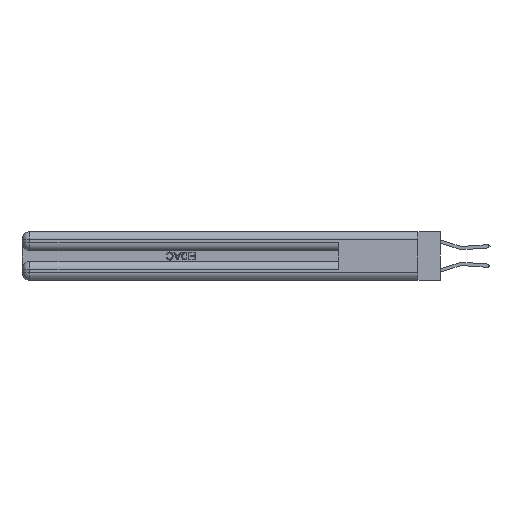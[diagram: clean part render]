
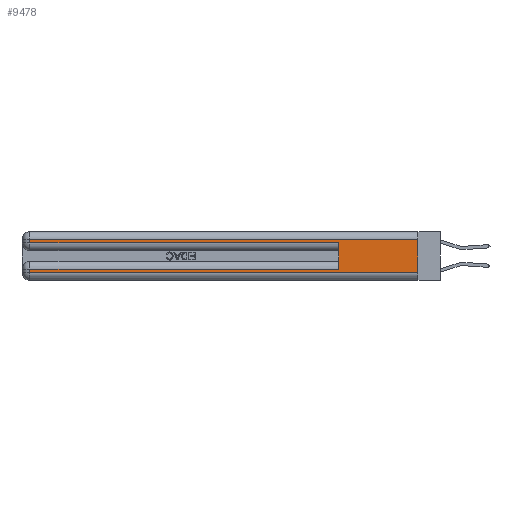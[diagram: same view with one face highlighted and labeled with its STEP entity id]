
A CAD part, left-side view. The second image highlights one B-rep face of the part: STEP entity #9478.
In plain terms, the highlighted planar face has unit normal (-1, 0, 0).
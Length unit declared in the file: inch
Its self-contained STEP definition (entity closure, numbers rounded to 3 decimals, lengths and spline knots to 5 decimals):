
#195 = CARTESIAN_POINT ( 'NONE',  ( 0., 2.94, 0.37 ) ) ;
#286 = CARTESIAN_POINT ( 'NONE',  ( 0., 2.94, 0.06 ) ) ;
#1379 = VECTOR ( 'NONE', #22282, 39.37008 ) ;
#1824 = CARTESIAN_POINT ( 'NONE',  ( 0., 0.6, 0.145 ) ) ;
#2777 = DIRECTION ( 'NONE',  ( 0., 0., -1. ) ) ;
#3733 = LINE ( 'NONE', #13456, #17241 ) ;
#4260 = CARTESIAN_POINT ( 'NONE',  ( 0., 0.6, 0.085 ) ) ;
#4556 = DIRECTION ( 'NONE',  ( 0., -1., 0. ) ) ;
#5260 = CARTESIAN_POINT ( 'NONE',  ( 0., 2.94, 0.285 ) ) ;
#5836 = LINE ( 'NONE', #10174, #32727 ) ;
#5948 = DIRECTION ( 'NONE',  ( 1., 0., 0. ) ) ;
#5962 = CARTESIAN_POINT ( 'NONE',  ( 0., 0., 0.31 ) ) ;
#6485 = CARTESIAN_POINT ( 'NONE',  ( 0., 0., 0.31 ) ) ;
#7261 = FACE_OUTER_BOUND ( 'NONE', #18971, .T. ) ;
#7489 = EDGE_CURVE ( 'NONE', #15560, #25268, #8173, .T. ) ;
#7681 = EDGE_CURVE ( 'NONE', #24752, #15823, #16887, .T. ) ;
#8118 = ORIENTED_EDGE ( 'NONE', *, *, #32270, .T. ) ;
#8173 = LINE ( 'NONE', #1824, #1379 ) ;
#8529 = DIRECTION ( 'NONE',  ( 0., 1., 0. ) ) ;
#9143 = VECTOR ( 'NONE', #2777, 39.37008 ) ;
#9370 = VECTOR ( 'NONE', #30746, 39.37008 ) ;
#9478 = ADVANCED_FACE ( 'NONE', ( #7261 ), #21146, .F. ) ;
#10174 = CARTESIAN_POINT ( 'NONE',  ( 0., 0., 0.37 ) ) ;
#11923 = DIRECTION ( 'NONE',  ( 0., 0., -1. ) ) ;
#12180 = VERTEX_POINT ( 'NONE', #5260 ) ;
#12725 = DIRECTION ( 'NONE',  ( 0., 0., -1. ) ) ;
#12805 = LINE ( 'NONE', #27061, #26262 ) ;
#13456 = CARTESIAN_POINT ( 'NONE',  ( 0., 0., 0.085 ) ) ;
#13493 = ORIENTED_EDGE ( 'NONE', *, *, #21095, .T. ) ;
#14152 = EDGE_CURVE ( 'NONE', #16160, #15823, #5836, .T. ) ;
#14307 = VERTEX_POINT ( 'NONE', #15796 ) ;
#14621 = VECTOR ( 'NONE', #4556, 39.37008 ) ;
#15560 = VERTEX_POINT ( 'NONE', #4260 ) ;
#15796 = CARTESIAN_POINT ( 'NONE',  ( 0., 2.94, 0.31 ) ) ;
#15823 = VERTEX_POINT ( 'NONE', #20459 ) ;
#16054 = ORIENTED_EDGE ( 'NONE', *, *, #30794, .T. ) ;
#16160 = VERTEX_POINT ( 'NONE', #6485 ) ;
#16405 = LINE ( 'NONE', #5962, #22355 ) ;
#16621 = EDGE_CURVE ( 'NONE', #15560, #25511, #3733, .T. ) ;
#16651 = LINE ( 'NONE', #195, #9143 ) ;
#16887 = LINE ( 'NONE', #18151, #9370 ) ;
#17241 = VECTOR ( 'NONE', #31107, 39.37008 ) ;
#17408 = CARTESIAN_POINT ( 'NONE',  ( 0., 0.6, 0.285 ) ) ;
#18151 = CARTESIAN_POINT ( 'NONE',  ( 0., 0., 0.06 ) ) ;
#18971 = EDGE_LOOP ( 'NONE', ( #30400, #31303, #8118, #13493, #23449, #20578, #16054, #29386 ) ) ;
#20459 = CARTESIAN_POINT ( 'NONE',  ( 0., 0., 0.06 ) ) ;
#20578 = ORIENTED_EDGE ( 'NONE', *, *, #16621, .T. ) ;
#21031 = CARTESIAN_POINT ( 'NONE',  ( 0., 0., 0.37 ) ) ;
#21095 = EDGE_CURVE ( 'NONE', #12180, #25268, #21359, .T. ) ;
#21146 = PLANE ( 'NONE',  #26225 ) ;
#21359 = LINE ( 'NONE', #27294, #14621 ) ;
#22282 = DIRECTION ( 'NONE',  ( 0., 0., 1. ) ) ;
#22355 = VECTOR ( 'NONE', #8529, 39.37008 ) ;
#23449 = ORIENTED_EDGE ( 'NONE', *, *, #7489, .F. ) ;
#23675 = DIRECTION ( 'NONE',  ( 0., 0., -1. ) ) ;
#24752 = VERTEX_POINT ( 'NONE', #286 ) ;
#25268 = VERTEX_POINT ( 'NONE', #17408 ) ;
#25511 = VERTEX_POINT ( 'NONE', #30979 ) ;
#26225 = AXIS2_PLACEMENT_3D ( 'NONE', #21031, #5948, #23675 ) ;
#26262 = VECTOR ( 'NONE', #11923, 39.37008 ) ;
#27061 = CARTESIAN_POINT ( 'NONE',  ( 0., 2.94, 0.37 ) ) ;
#27294 = CARTESIAN_POINT ( 'NONE',  ( 0., 0., 0.285 ) ) ;
#29386 = ORIENTED_EDGE ( 'NONE', *, *, #7681, .T. ) ;
#29969 = EDGE_CURVE ( 'NONE', #16160, #14307, #16405, .T. ) ;
#30400 = ORIENTED_EDGE ( 'NONE', *, *, #14152, .F. ) ;
#30746 = DIRECTION ( 'NONE',  ( 0., -1., 0. ) ) ;
#30794 = EDGE_CURVE ( 'NONE', #25511, #24752, #12805, .T. ) ;
#30979 = CARTESIAN_POINT ( 'NONE',  ( 0., 2.94, 0.085 ) ) ;
#31107 = DIRECTION ( 'NONE',  ( 0., 1., 0. ) ) ;
#31303 = ORIENTED_EDGE ( 'NONE', *, *, #29969, .T. ) ;
#32270 = EDGE_CURVE ( 'NONE', #14307, #12180, #16651, .T. ) ;
#32727 = VECTOR ( 'NONE', #12725, 39.37008 ) ;
